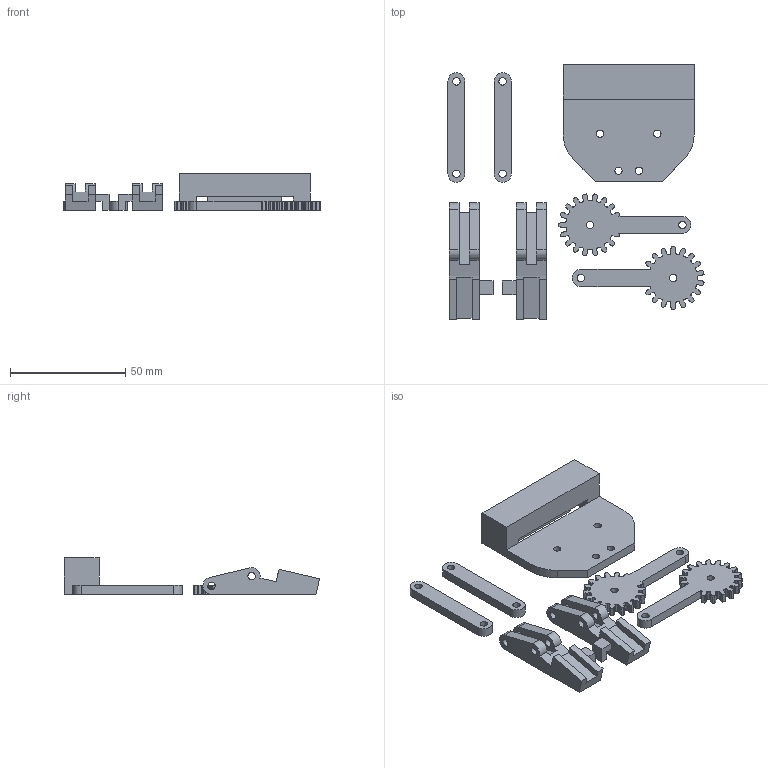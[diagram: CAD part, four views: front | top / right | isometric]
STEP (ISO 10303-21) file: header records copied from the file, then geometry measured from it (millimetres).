
FILE_DESCRIPTION(('FreeCAD Model'),'2;1');
FILE_NAME('bq-id-card-holder-robot-claw-2.step','2016-01-21T08:08:23',( 'Author'),(''),'Open CASCADE STEP processor 6.8','FreeCAD','Unknown' );
FILE_SCHEMA(('AUTOMOTIVE_DESIGN_CC2 { 1 2 10303 214 -1 1 5 4 }'));
Length unit declared in the file: millimetre
Products named in the file (8): ASSEMBLY; link2; Clone-base2; Clone_of_left-finger-master001; Clone_of_right-finger-master001; link-3; Clone_of_left-gear; Clone_of_right-gear
Assembly tree (7 placements, depth 2):
  ASSEMBLY
    link2
    Clone-base2
    Clone_of_left-finger-master001
    Clone_of_right-finger-master001
    link-3
    Clone_of_left-gear
    Clone_of_right-gear
Bounding box: 110.94 x 110.45 x 16 mm (x, y, z)
Volume: 35027.4 mm3; surface area: 21790.3 mm2
Topology: 8 solids, 8 shells, 446 faces, 1291 edges, 860 vertices
Faces by surface type: cylinder 166, plane 150, extrusion 130
Full cylindrical faces by diameter (mm): 3.2 x20
Entity records: 33741 total; most frequent: CARTESIAN_POINT 8839, DIRECTION 4235, VECTOR 2767, LINE 2637, ORIENTED_EDGE 2582, PCURVE 2582, DEFINITIONAL_REPRESENTATION 2582, EDGE_CURVE 1291
